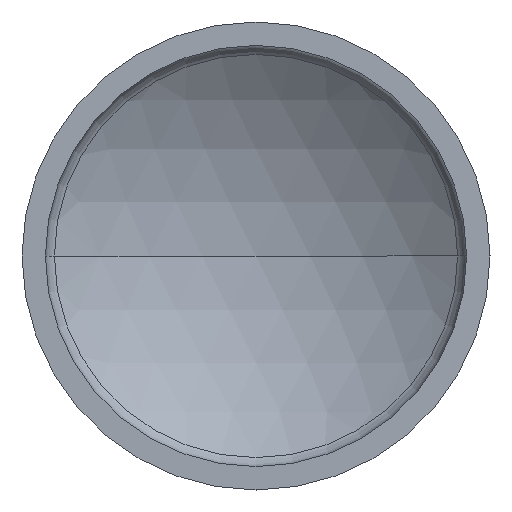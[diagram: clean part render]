
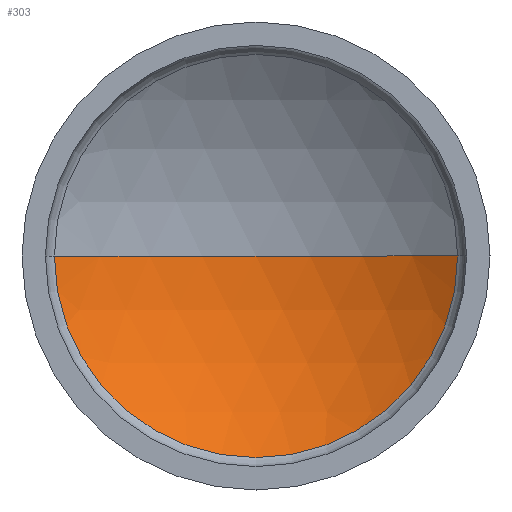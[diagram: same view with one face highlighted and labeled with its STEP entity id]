
A CAD part, front view. The second image highlights one B-rep face of the part: STEP entity #303.
In plain terms, the highlighted spherical face has radius 28 mm.
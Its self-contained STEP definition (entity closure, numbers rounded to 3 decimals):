
#7 = EDGE_CURVE ( 'NONE', #88, #154, #393, .T. ) ;
#23 = AXIS2_PLACEMENT_3D ( 'NONE', #113, #366, #368 ) ;
#32 = CIRCLE ( 'NONE', #79, 28. ) ;
#35 = ORIENTED_EDGE ( 'NONE', *, *, #7, .T. ) ;
#78 = CARTESIAN_POINT ( 'NONE',  ( 0., 12., 0. ) ) ;
#79 = AXIS2_PLACEMENT_3D ( 'NONE', #307, #374, #181 ) ;
#88 = VERTEX_POINT ( 'NONE', #325 ) ;
#113 = CARTESIAN_POINT ( 'NONE',  ( 0., 6.07, 0. ) ) ;
#153 = SPHERICAL_SURFACE ( 'NONE', #311, 28. ) ;
#154 = VERTEX_POINT ( 'NONE', #78 ) ;
#160 = VERTEX_POINT ( 'NONE', #176 ) ;
#162 = DIRECTION ( 'NONE',  ( 1., 0., 0. ) ) ;
#167 = CARTESIAN_POINT ( 'NONE',  ( 0., -16., 0. ) ) ;
#176 = CARTESIAN_POINT ( 'NONE',  ( -17.231, 6.07, 0. ) ) ;
#181 = DIRECTION ( 'NONE',  ( -1., 0., 0. ) ) ;
#221 = ORIENTED_EDGE ( 'NONE', *, *, #389, .F. ) ;
#230 = EDGE_CURVE ( 'NONE', #88, #160, #239, .T. ) ;
#239 = CIRCLE ( 'NONE', #23, 17.231 ) ;
#251 = CARTESIAN_POINT ( 'NONE',  ( 0., -16., 0. ) ) ;
#265 = AXIS2_PLACEMENT_3D ( 'NONE', #167, #327, #162 ) ;
#303 = ADVANCED_FACE ( 'NONE', ( #336 ), #153, .F. ) ;
#307 = CARTESIAN_POINT ( 'NONE',  ( 0., -16., 0. ) ) ;
#311 = AXIS2_PLACEMENT_3D ( 'NONE', #251, #408, #343 ) ;
#316 = EDGE_LOOP ( 'NONE', ( #350, #35, #221 ) ) ;
#325 = CARTESIAN_POINT ( 'NONE',  ( 17.231, 6.07, 0. ) ) ;
#327 = DIRECTION ( 'NONE',  ( 0., 0., 1. ) ) ;
#336 = FACE_OUTER_BOUND ( 'NONE', #316, .T. ) ;
#343 = DIRECTION ( 'NONE',  ( -1., 0., 0. ) ) ;
#350 = ORIENTED_EDGE ( 'NONE', *, *, #230, .F. ) ;
#366 = DIRECTION ( 'NONE',  ( 0., 1., 0. ) ) ;
#368 = DIRECTION ( 'NONE',  ( -1., 0., 0. ) ) ;
#374 = DIRECTION ( 'NONE',  ( 0., 0., -1. ) ) ;
#389 = EDGE_CURVE ( 'NONE', #160, #154, #32, .T. ) ;
#393 = CIRCLE ( 'NONE', #265, 28. ) ;
#408 = DIRECTION ( 'NONE',  ( 0., 0., 1. ) ) ;
